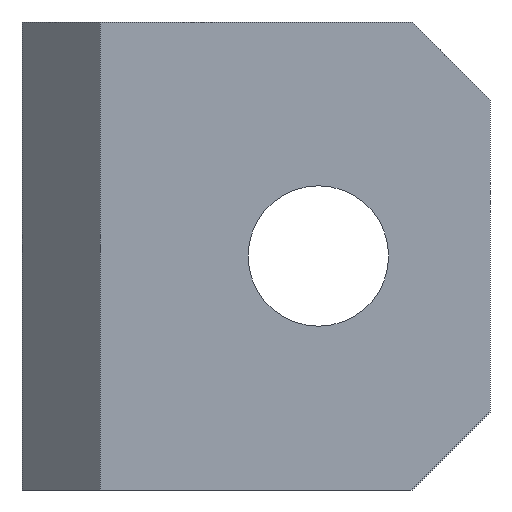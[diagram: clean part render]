
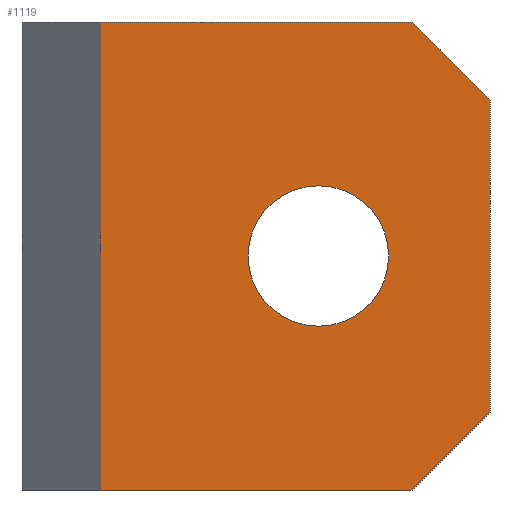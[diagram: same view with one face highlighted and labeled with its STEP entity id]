
A CAD part, front view. The second image highlights one B-rep face of the part: STEP entity #1119.
In plain terms, the highlighted planar face has unit normal (0, -1, 0).
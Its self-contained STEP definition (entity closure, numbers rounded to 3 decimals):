
#63=DIRECTION('',(1.,0.,0.));
#64=VECTOR('',#63,20.);
#65=CARTESIAN_POINT('',(5.,-27.,-15.));
#66=LINE('',#65,#64);
#86=CARTESIAN_POINT('',(19.,-27.,0.));
#87=DIRECTION('',(0.,1.,0.));
#88=DIRECTION('',(1.,0.,0.));
#89=AXIS2_PLACEMENT_3D('',#86,#87,#88);
#94=CARTESIAN_POINT('',(19.,-27.,0.));
#95=DIRECTION('',(0.,1.,0.));
#96=DIRECTION('',(-1.,0.,0.));
#97=AXIS2_PLACEMENT_3D('',#94,#95,#96);
#102=DIRECTION('',(0.707,0.,0.707));
#103=VECTOR('',#102,7.071);
#104=CARTESIAN_POINT('',(25.,-27.,-15.));
#105=LINE('',#104,#103);
#109=DIRECTION('',(0.,0.,-1.));
#110=VECTOR('',#109,30.);
#111=CARTESIAN_POINT('',(5.,-27.,15.));
#112=LINE('',#111,#110);
#116=DIRECTION('',(-0.707,0.,0.707));
#117=VECTOR('',#116,7.071);
#118=CARTESIAN_POINT('',(30.,-27.,10.));
#119=LINE('',#118,#117);
#257=DIRECTION('',(0.,0.,1.));
#258=VECTOR('',#257,20.);
#259=CARTESIAN_POINT('',(30.,-27.,-10.));
#260=LINE('',#259,#258);
#285=DIRECTION('',(1.,0.,0.));
#286=VECTOR('',#285,20.);
#287=CARTESIAN_POINT('',(5.,-27.,15.));
#288=LINE('',#287,#286);
#917=CARTESIAN_POINT('',(23.5,-27.,0.));
#918=CARTESIAN_POINT('',(14.5,-27.,0.));
#919=VERTEX_POINT('',#917);
#920=VERTEX_POINT('',#918);
#925=CARTESIAN_POINT('',(5.,-27.,-15.));
#927=VERTEX_POINT('',#925);
#931=CARTESIAN_POINT('',(5.,-27.,15.));
#932=VERTEX_POINT('',#931);
#969=CARTESIAN_POINT('',(25.,-27.,-15.));
#970=CARTESIAN_POINT('',(30.,-27.,-10.));
#971=VERTEX_POINT('',#969);
#972=VERTEX_POINT('',#970);
#981=CARTESIAN_POINT('',(30.,-27.,10.));
#982=VERTEX_POINT('',#981);
#983=CARTESIAN_POINT('',(25.,-27.,15.));
#984=VERTEX_POINT('',#983);
#1096=CARTESIAN_POINT('',(0.,-27.,-15.));
#1097=DIRECTION('',(0.,-1.,0.));
#1098=DIRECTION('',(1.,0.,0.));
#1099=AXIS2_PLACEMENT_3D('',#1096,#1097,#1098);
#1100=PLANE('',#1099);
#1101=ORIENTED_EDGE('',*,*,#1086,.F.);
#1102=ORIENTED_EDGE('',*,*,#1070,.F.);
#1104=ORIENTED_EDGE('',*,*,#1103,.F.);
#1106=ORIENTED_EDGE('',*,*,#1105,.T.);
#1108=ORIENTED_EDGE('',*,*,#1107,.F.);
#1110=ORIENTED_EDGE('',*,*,#1109,.F.);
#1111=EDGE_LOOP('',(#1101,#1102,#1104,#1106,#1108,#1110));
#1112=FACE_OUTER_BOUND('',#1111,.F.);
#1114=ORIENTED_EDGE('',*,*,#1113,.F.);
#1116=ORIENTED_EDGE('',*,*,#1115,.F.);
#1117=EDGE_LOOP('',(#1114,#1116));
#1118=FACE_BOUND('',#1117,.F.);
#90=CIRCLE('',#89,4.5);
#98=CIRCLE('',#97,4.5);
#1070=EDGE_CURVE('',#927,#971,#66,.T.);
#1086=EDGE_CURVE('',#971,#972,#105,.T.);
#1103=EDGE_CURVE('',#932,#927,#112,.T.);
#1105=EDGE_CURVE('',#932,#984,#288,.T.);
#1107=EDGE_CURVE('',#982,#984,#119,.T.);
#1109=EDGE_CURVE('',#972,#982,#260,.T.);
#1113=EDGE_CURVE('',#919,#920,#90,.T.);
#1115=EDGE_CURVE('',#920,#919,#98,.T.);
#1119=ADVANCED_FACE('',(#1112,#1118),#1100,.T.);
